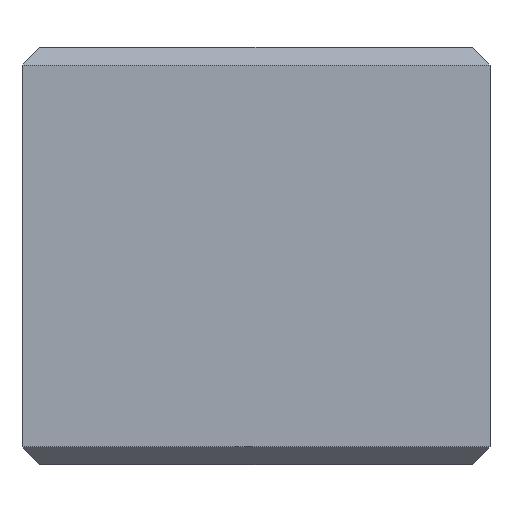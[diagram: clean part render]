
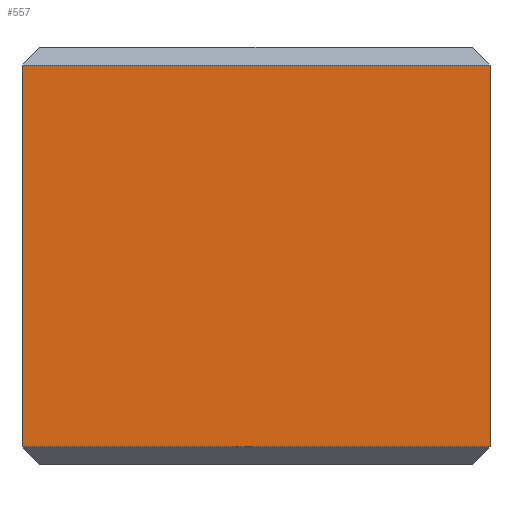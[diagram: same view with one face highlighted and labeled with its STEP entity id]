
A CAD part, front view. The second image highlights one B-rep face of the part: STEP entity #557.
In plain terms, the highlighted planar face has unit normal (0, -1, 0).
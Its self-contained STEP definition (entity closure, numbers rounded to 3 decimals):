
#106 = EDGE_LOOP ( 'NONE', ( #1997, #2014, #2016, #2037 ) ) ;
#485 = EDGE_CURVE ( 'NONE', #2191, #2174, #945, .T. ) ;
#497 = EDGE_CURVE ( 'NONE', #2191, #2181, #651, .T. ) ;
#511 = EDGE_CURVE ( 'NONE', #2181, #2163, #728, .T. ) ;
#521 = EDGE_CURVE ( 'NONE', #2163, #2174, #710, .T. ) ;
#557 = ADVANCED_FACE ( 'NONE', ( #1569 ), #1570, .F. ) ;
#587 = CARTESIAN_POINT ( 'NONE',  ( 10.726, 0.003, 16.5 ) ) ;
#604 = DIRECTION ( 'NONE',  ( 0., 0., -1. ) ) ;
#635 = CARTESIAN_POINT ( 'NONE',  ( -7.774, 0.003, 15.8 ) ) ;
#651 = LINE ( 'NONE', #635, #1232 ) ;
#652 = DIRECTION ( 'NONE',  ( -1., 0., 0. ) ) ;
#689 = CARTESIAN_POINT ( 'NONE',  ( -7.774, 0.003, 16.5 ) ) ;
#697 = DIRECTION ( 'NONE',  ( 0., 0., -1. ) ) ;
#710 = LINE ( 'NONE', #722, #1224 ) ;
#722 = CARTESIAN_POINT ( 'NONE',  ( 10.474, 0.003, 0.7 ) ) ;
#723 = DIRECTION ( 'NONE',  ( 1., 0., 0. ) ) ;
#728 = LINE ( 'NONE', #689, #1211 ) ;
#945 = LINE ( 'NONE', #587, #1206 ) ;
#1206 = VECTOR ( 'NONE', #604, 1000. ) ;
#1211 = VECTOR ( 'NONE', #697, 1000. ) ;
#1224 = VECTOR ( 'NONE', #723, 1000. ) ;
#1232 = VECTOR ( 'NONE', #652, 1000. ) ;
#1253 = AXIS2_PLACEMENT_3D ( 'NONE', #1558, #1571, #1572 ) ;
#1474 = CARTESIAN_POINT ( 'NONE',  ( 10.726, 0.003, 15.8 ) ) ;
#1480 = CARTESIAN_POINT ( 'NONE',  ( -7.774, 0.003, 15.8 ) ) ;
#1508 = CARTESIAN_POINT ( 'NONE',  ( -7.774, 0.003, 0.7 ) ) ;
#1510 = CARTESIAN_POINT ( 'NONE',  ( 10.726, 0.003, 0.7 ) ) ;
#1558 = CARTESIAN_POINT ( 'NONE',  ( 10.474, 0.003, 16.5 ) ) ;
#1569 = FACE_OUTER_BOUND ( 'NONE', #106, .T. ) ;
#1570 = PLANE ( 'NONE',  #1253 ) ;
#1571 = DIRECTION ( 'NONE',  ( 0., 1., 0. ) ) ;
#1572 = DIRECTION ( 'NONE',  ( 0., 0., 1. ) ) ;
#1997 = ORIENTED_EDGE ( 'NONE', *, *, #511, .T. ) ;
#2014 = ORIENTED_EDGE ( 'NONE', *, *, #521, .T. ) ;
#2016 = ORIENTED_EDGE ( 'NONE', *, *, #485, .F. ) ;
#2037 = ORIENTED_EDGE ( 'NONE', *, *, #497, .T. ) ;
#2163 = VERTEX_POINT ( 'NONE', #1508 ) ;
#2174 = VERTEX_POINT ( 'NONE', #1510 ) ;
#2181 = VERTEX_POINT ( 'NONE', #1480 ) ;
#2191 = VERTEX_POINT ( 'NONE', #1474 ) ;
